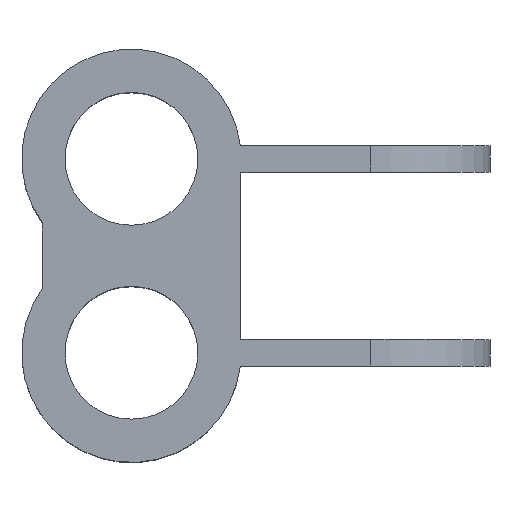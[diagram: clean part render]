
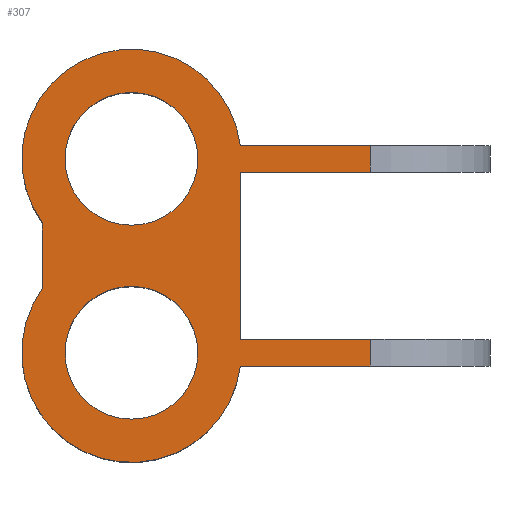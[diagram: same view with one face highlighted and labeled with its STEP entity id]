
A CAD part, top view. The second image highlights one B-rep face of the part: STEP entity #307.
In plain terms, the highlighted planar face has unit normal (0, 0, 1).
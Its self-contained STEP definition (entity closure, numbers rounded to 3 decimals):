
#17=FACE_BOUND('',#56,.T.);
#18=FACE_BOUND('',#57,.T.);
#25=PLANE('',#345);
#37=FACE_OUTER_BOUND('',#55,.T.);
#55=EDGE_LOOP('',(#235,#236,#237,#238,#239,#240,#241,#242,#243,#244));
#56=EDGE_LOOP('',(#245));
#57=EDGE_LOOP('',(#246));
#74=LINE('',#476,#100);
#75=LINE('',#482,#101);
#77=LINE('',#488,#103);
#80=LINE('',#494,#106);
#83=LINE('',#500,#109);
#84=LINE('',#501,#110);
#85=LINE('',#503,#111);
#86=LINE('',#507,#112);
#100=VECTOR('',#386,10.);
#101=VECTOR('',#391,10.);
#103=VECTOR('',#397,10.);
#106=VECTOR('',#402,10.);
#109=VECTOR('',#407,10.);
#110=VECTOR('',#408,10.);
#111=VECTOR('',#409,10.);
#112=VECTOR('',#412,10.);
#131=CIRCLE('',#346,4.13);
#132=CIRCLE('',#347,4.13);
#133=CIRCLE('',#348,2.5);
#134=CIRCLE('',#349,2.5);
#144=VERTEX_POINT('',#470);
#146=VERTEX_POINT('',#474);
#147=VERTEX_POINT('',#478);
#149=VERTEX_POINT('',#481);
#151=VERTEX_POINT('',#487);
#153=VERTEX_POINT('',#493);
#155=VERTEX_POINT('',#499);
#156=VERTEX_POINT('',#502);
#157=VERTEX_POINT('',#504);
#158=VERTEX_POINT('',#506);
#159=VERTEX_POINT('',#509);
#160=VERTEX_POINT('',#511);
#176=EDGE_CURVE('',#146,#144,#74,.T.);
#178=EDGE_CURVE('',#147,#149,#75,.T.);
#181=EDGE_CURVE('',#151,#149,#77,.T.);
#184=EDGE_CURVE('',#153,#144,#80,.T.);
#187=EDGE_CURVE('',#147,#155,#83,.T.);
#188=EDGE_CURVE('',#155,#153,#84,.T.);
#189=EDGE_CURVE('',#146,#156,#85,.T.);
#190=EDGE_CURVE('',#156,#157,#131,.T.);
#191=EDGE_CURVE('',#157,#158,#86,.T.);
#192=EDGE_CURVE('',#158,#151,#132,.T.);
#193=EDGE_CURVE('',#159,#159,#133,.T.);
#194=EDGE_CURVE('',#160,#160,#134,.T.);
#235=ORIENTED_EDGE('',*,*,#178,.F.);
#236=ORIENTED_EDGE('',*,*,#187,.T.);
#237=ORIENTED_EDGE('',*,*,#188,.T.);
#238=ORIENTED_EDGE('',*,*,#184,.T.);
#239=ORIENTED_EDGE('',*,*,#176,.F.);
#240=ORIENTED_EDGE('',*,*,#189,.T.);
#241=ORIENTED_EDGE('',*,*,#190,.T.);
#242=ORIENTED_EDGE('',*,*,#191,.T.);
#243=ORIENTED_EDGE('',*,*,#192,.T.);
#244=ORIENTED_EDGE('',*,*,#181,.T.);
#245=ORIENTED_EDGE('',*,*,#193,.T.);
#246=ORIENTED_EDGE('',*,*,#194,.T.);
#307=ADVANCED_FACE('',(#37,#17,#18),#25,.T.);
#345=AXIS2_PLACEMENT_3D('',#498,#405,#406);
#346=AXIS2_PLACEMENT_3D('',#505,#410,#411);
#347=AXIS2_PLACEMENT_3D('',#508,#413,#414);
#348=AXIS2_PLACEMENT_3D('',#510,#415,#416);
#349=AXIS2_PLACEMENT_3D('',#512,#417,#418);
#386=DIRECTION('',(0.,-1.,0.));
#391=DIRECTION('',(0.,-1.,0.));
#397=DIRECTION('',(1.,0.,0.));
#402=DIRECTION('',(1.,0.,0.));
#405=DIRECTION('center_axis',(0.,0.,1.));
#406=DIRECTION('ref_axis',(1.,0.,0.));
#407=DIRECTION('',(-1.,0.,0.));
#408=DIRECTION('',(0.,1.,0.));
#409=DIRECTION('',(-1.,0.,0.));
#410=DIRECTION('center_axis',(0.,0.,1.));
#411=DIRECTION('ref_axis',(0.993,0.121,0.));
#412=DIRECTION('',(0.,-1.,0.));
#413=DIRECTION('center_axis',(0.,0.,1.));
#414=DIRECTION('ref_axis',(-0.812,0.584,0.));
#415=DIRECTION('center_axis',(0.,0.,-1.));
#416=DIRECTION('ref_axis',(1.,0.,0.));
#417=DIRECTION('center_axis',(0.,0.,-1.));
#418=DIRECTION('ref_axis',(1.,0.,0.));
#470=CARTESIAN_POINT('',(4.9,6.3,9.));
#474=CARTESIAN_POINT('',(4.9,7.3,9.));
#476=CARTESIAN_POINT('',(4.9,-1.,9.));
#478=CARTESIAN_POINT('',(4.9,0.,9.));
#481=CARTESIAN_POINT('',(4.9,-1.,9.));
#482=CARTESIAN_POINT('',(4.9,-1.,9.));
#487=CARTESIAN_POINT('',(0.,-1.,9.));
#488=CARTESIAN_POINT('',(9.4,-1.,9.));
#493=CARTESIAN_POINT('',(0.,6.3,9.));
#494=CARTESIAN_POINT('',(9.4,6.3,9.));
#498=CARTESIAN_POINT('Origin',(0.585,3.15,9.));
#499=CARTESIAN_POINT('',(0.,0.,9.));
#500=CARTESIAN_POINT('',(0.,0.,9.));
#501=CARTESIAN_POINT('',(0.,6.3,9.));
#502=CARTESIAN_POINT('',(0.,7.3,9.));
#503=CARTESIAN_POINT('',(9.4,7.3,9.));
#504=CARTESIAN_POINT('',(-7.452,4.387,9.));
#505=CARTESIAN_POINT('Origin',(-4.1,6.8,9.));
#506=CARTESIAN_POINT('',(-7.452,1.913,9.));
#507=CARTESIAN_POINT('',(-7.452,4.387,9.));
#508=CARTESIAN_POINT('Origin',(-4.1,-0.5,9.));
#509=CARTESIAN_POINT('',(-6.6,-0.5,9.));
#510=CARTESIAN_POINT('Origin',(-4.1,-0.5,9.));
#511=CARTESIAN_POINT('',(-6.6,6.8,9.));
#512=CARTESIAN_POINT('Origin',(-4.1,6.8,9.));
